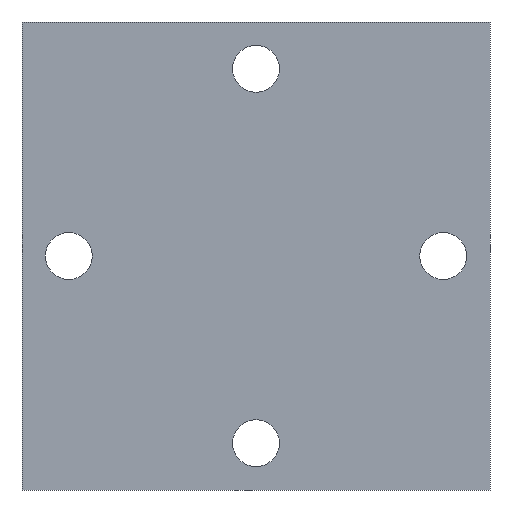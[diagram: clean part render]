
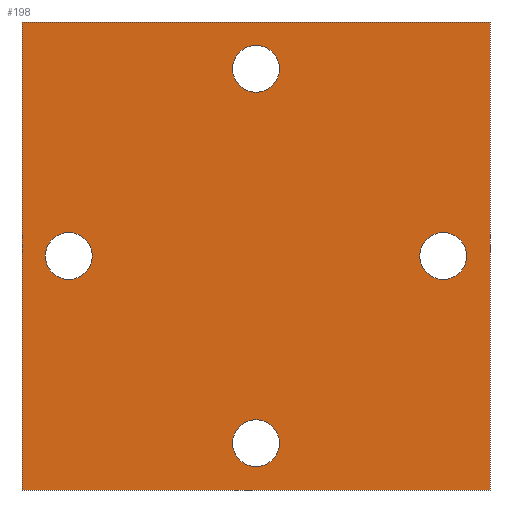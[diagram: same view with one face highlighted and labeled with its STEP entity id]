
A CAD part, front view. The second image highlights one B-rep face of the part: STEP entity #198.
In plain terms, the highlighted planar face has unit normal (0, -1, 0).
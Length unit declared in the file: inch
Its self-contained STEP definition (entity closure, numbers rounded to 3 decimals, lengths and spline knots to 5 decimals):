
#19=FACE_BOUND('',#53,.T.);
#20=FACE_BOUND('',#54,.T.);
#21=FACE_BOUND('',#55,.T.);
#22=FACE_BOUND('',#56,.T.);
#28=PLANE('',#238);
#38=FACE_OUTER_BOUND('',#52,.T.);
#52=EDGE_LOOP('',(#177,#178,#179,#180));
#53=EDGE_LOOP('',(#181));
#54=EDGE_LOOP('',(#182));
#55=EDGE_LOOP('',(#183));
#56=EDGE_LOOP('',(#184));
#61=LINE('',#321,#77);
#65=LINE('',#329,#81);
#68=LINE('',#335,#84);
#71=LINE('',#340,#87);
#77=VECTOR('',#271,0.3937);
#81=VECTOR('',#277,0.3937);
#84=VECTOR('',#282,0.3937);
#87=VECTOR('',#287,0.3937);
#90=CIRCLE('',#223,0.125);
#92=CIRCLE('',#226,0.125);
#94=CIRCLE('',#229,0.125);
#96=CIRCLE('',#232,0.125);
#98=VERTEX_POINT('',#297);
#100=VERTEX_POINT('',#303);
#102=VERTEX_POINT('',#309);
#104=VERTEX_POINT('',#315);
#105=VERTEX_POINT('',#319);
#106=VERTEX_POINT('',#320);
#109=VERTEX_POINT('',#328);
#111=VERTEX_POINT('',#334);
#115=EDGE_CURVE('',#98,#98,#90,.T.);
#118=EDGE_CURVE('',#100,#100,#92,.T.);
#121=EDGE_CURVE('',#102,#102,#94,.T.);
#124=EDGE_CURVE('',#104,#104,#96,.T.);
#125=EDGE_CURVE('',#105,#106,#61,.T.);
#129=EDGE_CURVE('',#109,#105,#65,.T.);
#132=EDGE_CURVE('',#111,#109,#68,.T.);
#135=EDGE_CURVE('',#106,#111,#71,.T.);
#177=ORIENTED_EDGE('',*,*,#135,.F.);
#178=ORIENTED_EDGE('',*,*,#125,.F.);
#179=ORIENTED_EDGE('',*,*,#129,.F.);
#180=ORIENTED_EDGE('',*,*,#132,.F.);
#181=ORIENTED_EDGE('',*,*,#115,.T.);
#182=ORIENTED_EDGE('',*,*,#118,.T.);
#183=ORIENTED_EDGE('',*,*,#121,.T.);
#184=ORIENTED_EDGE('',*,*,#124,.T.);
#198=ADVANCED_FACE('',(#38,#19,#20,#21,#22),#28,.F.);
#223=AXIS2_PLACEMENT_3D('',#299,#246,#247);
#226=AXIS2_PLACEMENT_3D('',#305,#253,#254);
#229=AXIS2_PLACEMENT_3D('',#311,#260,#261);
#232=AXIS2_PLACEMENT_3D('',#317,#267,#268);
#238=AXIS2_PLACEMENT_3D('',#343,#291,#292);
#246=DIRECTION('center_axis',(0.,1.,0.));
#247=DIRECTION('ref_axis',(1.,0.,0.));
#253=DIRECTION('center_axis',(0.,1.,0.));
#254=DIRECTION('ref_axis',(1.,0.,0.));
#260=DIRECTION('center_axis',(0.,1.,0.));
#261=DIRECTION('ref_axis',(1.,0.,0.));
#267=DIRECTION('center_axis',(0.,1.,0.));
#268=DIRECTION('ref_axis',(1.,0.,0.));
#271=DIRECTION('',(-1.,0.,0.));
#277=DIRECTION('',(0.,0.,-1.));
#282=DIRECTION('',(1.,0.,0.));
#287=DIRECTION('',(0.,0.,1.));
#291=DIRECTION('center_axis',(0.,1.,0.));
#292=DIRECTION('ref_axis',(0.,0.,1.));
#297=CARTESIAN_POINT('',(-0.125,0.,1.));
#299=CARTESIAN_POINT('Origin',(0.,0.,1.));
#303=CARTESIAN_POINT('',(-1.125,0.,0.));
#305=CARTESIAN_POINT('Origin',(-1.,0.,0.));
#309=CARTESIAN_POINT('',(0.875,0.,0.));
#311=CARTESIAN_POINT('Origin',(1.,0.,0.));
#315=CARTESIAN_POINT('',(-0.125,0.,-1.));
#317=CARTESIAN_POINT('Origin',(0.,0.,-1.));
#319=CARTESIAN_POINT('',(1.25,0.,-1.25));
#320=CARTESIAN_POINT('',(-1.25,0.,-1.25));
#321=CARTESIAN_POINT('',(1.25,0.,-1.25));
#328=CARTESIAN_POINT('',(1.25,0.,1.25));
#329=CARTESIAN_POINT('',(1.25,0.,1.25));
#334=CARTESIAN_POINT('',(-1.25,0.,1.25));
#335=CARTESIAN_POINT('',(-1.25,0.,1.25));
#340=CARTESIAN_POINT('',(-1.25,0.,-1.25));
#343=CARTESIAN_POINT('Origin',(0.,0.,0.));
